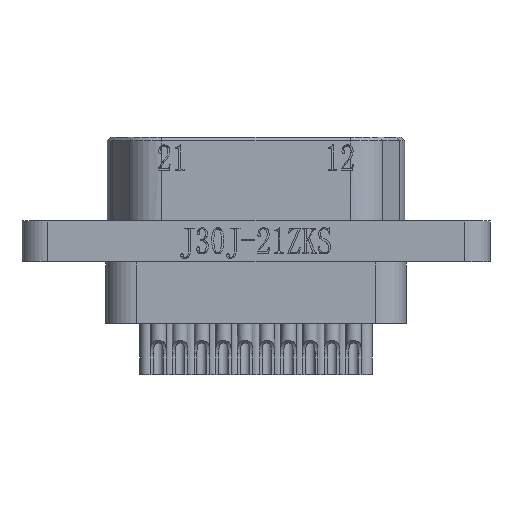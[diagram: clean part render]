
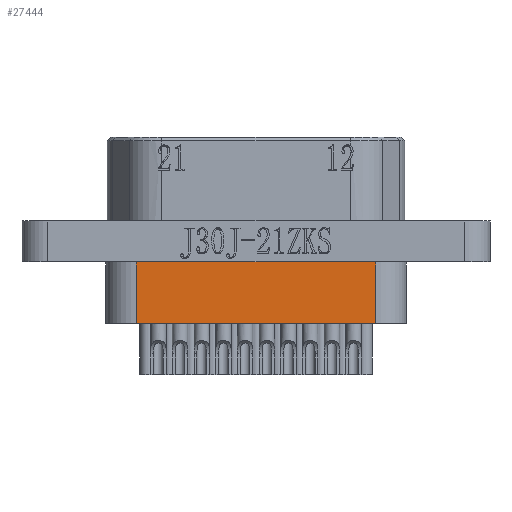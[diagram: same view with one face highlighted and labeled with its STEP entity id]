
A CAD part, front view. The second image highlights one B-rep face of the part: STEP entity #27444.
In plain terms, the highlighted planar face has unit normal (0, -1, 0).
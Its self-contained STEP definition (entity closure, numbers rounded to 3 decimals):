
#2131 = DIRECTION ( 'NONE',  ( 0., 0., 1. ) ) ;
#3149 = ORIENTED_EDGE ( 'NONE', *, *, #41542, .T. ) ;
#3233 = ORIENTED_EDGE ( 'NONE', *, *, #41989, .F. ) ;
#3575 = DIRECTION ( 'NONE',  ( 0., 0., 1. ) ) ;
#4255 = LINE ( 'NONE', #30858, #37466 ) ;
#5809 = CARTESIAN_POINT ( 'NONE',  ( -7., -3.4, -6. ) ) ;
#7260 = CARTESIAN_POINT ( 'NONE',  ( -7., -3.4, -2.4 ) ) ;
#8350 = EDGE_CURVE ( 'NONE', #16095, #10134, #9396, .T. ) ;
#9396 = LINE ( 'NONE', #32698, #10989 ) ;
#10134 = VERTEX_POINT ( 'NONE', #40703 ) ;
#10989 = VECTOR ( 'NONE', #22272, 1000. ) ;
#12382 = LINE ( 'NONE', #5809, #17289 ) ;
#15454 = DIRECTION ( 'NONE',  ( -1., 0., 0. ) ) ;
#15593 = ORIENTED_EDGE ( 'NONE', *, *, #8350, .F. ) ;
#16095 = VERTEX_POINT ( 'NONE', #16101 ) ;
#16101 = CARTESIAN_POINT ( 'NONE',  ( 7., -3.4, -6. ) ) ;
#16461 = PLANE ( 'NONE',  #23504 ) ;
#17289 = VECTOR ( 'NONE', #2131, 1000. ) ;
#17385 = CARTESIAN_POINT ( 'NONE',  ( 7., -3.4, -2.4 ) ) ;
#19177 = LINE ( 'NONE', #32871, #28051 ) ;
#22029 = VERTEX_POINT ( 'NONE', #17385 ) ;
#22272 = DIRECTION ( 'NONE',  ( -1., 0., 0. ) ) ;
#23504 = AXIS2_PLACEMENT_3D ( 'NONE', #29321, #29756, #3575 ) ;
#24347 = DIRECTION ( 'NONE',  ( 0., 0., 1. ) ) ;
#27444 = ADVANCED_FACE ( 'NONE', ( #36938 ), #16461, .F. ) ;
#28051 = VECTOR ( 'NONE', #15454, 1000. ) ;
#29321 = CARTESIAN_POINT ( 'NONE',  ( 7., -3.4, -6. ) ) ;
#29756 = DIRECTION ( 'NONE',  ( 0., 1., 0. ) ) ;
#30858 = CARTESIAN_POINT ( 'NONE',  ( 7., -3.4, -6. ) ) ;
#32698 = CARTESIAN_POINT ( 'NONE',  ( 7., -3.4, -6. ) ) ;
#32871 = CARTESIAN_POINT ( 'NONE',  ( 7., -3.4, -2.4 ) ) ;
#33827 = EDGE_LOOP ( 'NONE', ( #37868, #3233, #15593, #3149 ) ) ;
#33907 = VERTEX_POINT ( 'NONE', #7260 ) ;
#34532 = EDGE_CURVE ( 'NONE', #22029, #33907, #19177, .T. ) ;
#36938 = FACE_OUTER_BOUND ( 'NONE', #33827, .T. ) ;
#37466 = VECTOR ( 'NONE', #24347, 1000. ) ;
#37868 = ORIENTED_EDGE ( 'NONE', *, *, #34532, .T. ) ;
#40703 = CARTESIAN_POINT ( 'NONE',  ( -7., -3.4, -6. ) ) ;
#41542 = EDGE_CURVE ( 'NONE', #16095, #22029, #4255, .T. ) ;
#41989 = EDGE_CURVE ( 'NONE', #10134, #33907, #12382, .T. ) ;
